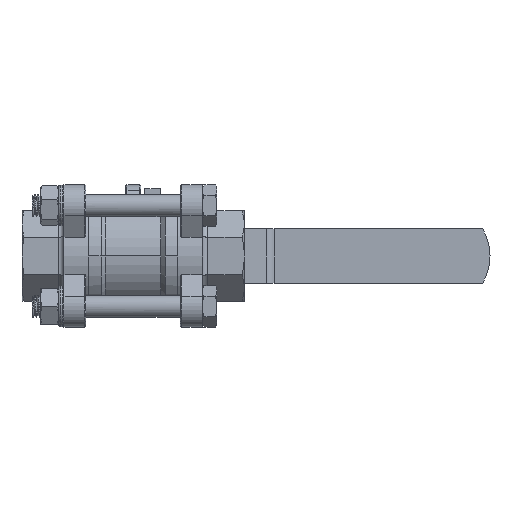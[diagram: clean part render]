
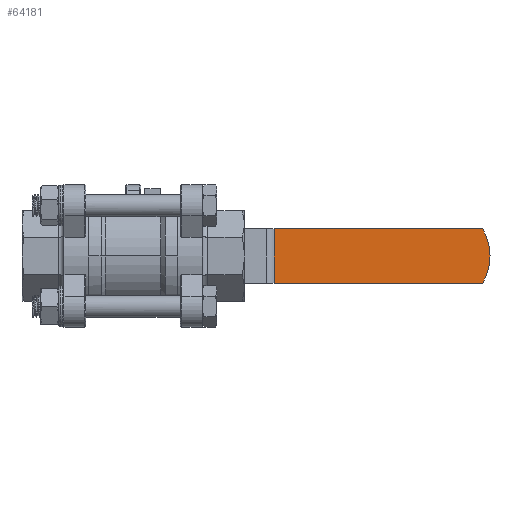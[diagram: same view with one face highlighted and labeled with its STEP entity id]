
A CAD part, front view. The second image highlights one B-rep face of the part: STEP entity #64181.
In plain terms, the highlighted planar face has unit normal (0, -1, 0).
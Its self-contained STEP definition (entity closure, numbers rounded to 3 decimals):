
#724 = CARTESIAN_POINT ( 'NONE',  ( -9.95, 27., -51.314 ) ) ;
#1326 = LINE ( 'NONE', #63847, #18097 ) ;
#1876 = CARTESIAN_POINT ( 'NONE',  ( 9.95, 27., -51.314 ) ) ;
#2712 = EDGE_CURVE ( 'NONE', #14895, #64330, #63729, .T. ) ;
#3832 = ORIENTED_EDGE ( 'NONE', *, *, #2712, .T. ) ;
#5001 = VECTOR ( 'NONE', #47339, 1000. ) ;
#5317 = CARTESIAN_POINT ( 'NONE',  ( 9.95, 27., -127.349 ) ) ;
#9778 = CARTESIAN_POINT ( 'NONE',  ( -9.95, 27., -51.314 ) ) ;
#10808 = DIRECTION ( 'NONE',  ( 0., -1., 0. ) ) ;
#13348 = CARTESIAN_POINT ( 'NONE',  ( -9.95, 27., -127.349 ) ) ;
#14895 = VERTEX_POINT ( 'NONE', #13348 ) ;
#17586 = EDGE_CURVE ( 'NONE', #24797, #14895, #32222, .T. ) ;
#18097 = VECTOR ( 'NONE', #33250, 1000. ) ;
#18607 = EDGE_CURVE ( 'NONE', #63687, #24797, #24099, .T. ) ;
#21160 = AXIS2_PLACEMENT_3D ( 'NONE', #64337, #23652, #59433 ) ;
#23652 = DIRECTION ( 'NONE',  ( 0., 1., 0. ) ) ;
#24099 = LINE ( 'NONE', #9778, #51346 ) ;
#24735 = ORIENTED_EDGE ( 'NONE', *, *, #18607, .T. ) ;
#24797 = VERTEX_POINT ( 'NONE', #724 ) ;
#27614 = EDGE_LOOP ( 'NONE', ( #65213, #3832, #57114, #24735 ) ) ;
#32222 = LINE ( 'NONE', #37245, #5001 ) ;
#33250 = DIRECTION ( 'NONE',  ( 0., 0., -1. ) ) ;
#37245 = CARTESIAN_POINT ( 'NONE',  ( -9.95, 27., -49.657 ) ) ;
#38855 = PLANE ( 'NONE',  #21160 ) ;
#39241 = AXIS2_PLACEMENT_3D ( 'NONE', #41451, #10808, #46610 ) ;
#41451 = CARTESIAN_POINT ( 'NONE',  ( 0., 27., -110. ) ) ;
#45579 = DIRECTION ( 'NONE',  ( -1., 0., 0. ) ) ;
#46610 = DIRECTION ( 'NONE',  ( 0., 0., 1. ) ) ;
#47339 = DIRECTION ( 'NONE',  ( 0., 0., -1. ) ) ;
#51346 = VECTOR ( 'NONE', #45579, 1000. ) ;
#53366 = FACE_OUTER_BOUND ( 'NONE', #27614, .T. ) ;
#57114 = ORIENTED_EDGE ( 'NONE', *, *, #64476, .F. ) ;
#59433 = DIRECTION ( 'NONE',  ( 0., 0., 1. ) ) ;
#63687 = VERTEX_POINT ( 'NONE', #1876 ) ;
#63729 = CIRCLE ( 'NONE', #39241, 20. ) ;
#63847 = CARTESIAN_POINT ( 'NONE',  ( 9.95, 27., -49.657 ) ) ;
#64181 = ADVANCED_FACE ( 'NONE', ( #53366 ), #38855, .F. ) ;
#64330 = VERTEX_POINT ( 'NONE', #5317 ) ;
#64337 = CARTESIAN_POINT ( 'NONE',  ( 9.95, 27., -49.657 ) ) ;
#64476 = EDGE_CURVE ( 'NONE', #63687, #64330, #1326, .T. ) ;
#65213 = ORIENTED_EDGE ( 'NONE', *, *, #17586, .T. ) ;
